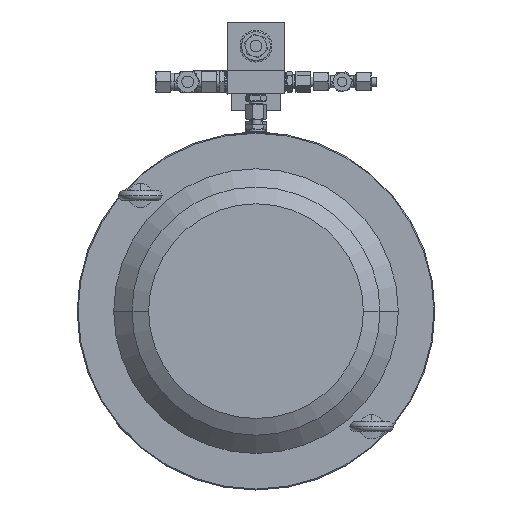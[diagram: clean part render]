
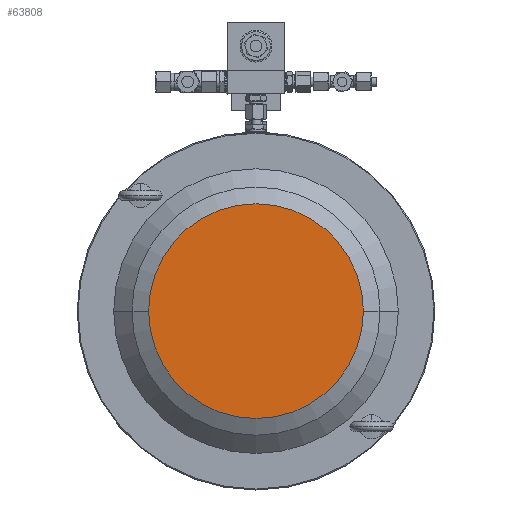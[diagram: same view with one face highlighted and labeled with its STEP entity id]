
A CAD part, front view. The second image highlights one B-rep face of the part: STEP entity #63808.
In plain terms, the highlighted planar face has unit normal (0, -1, 0).
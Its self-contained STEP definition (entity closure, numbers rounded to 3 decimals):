
#1724 = CARTESIAN_POINT ( 'NONE',  ( 0., -305., 0. ) ) ;
#6764 = DIRECTION ( 'NONE',  ( -1., 0., 0. ) ) ;
#11526 = CARTESIAN_POINT ( 'NONE',  ( 0., -305., 0. ) ) ;
#11762 = DIRECTION ( 'NONE',  ( 0., 1., 0. ) ) ;
#14709 = VERTEX_POINT ( 'NONE', #32296 ) ;
#15675 = CARTESIAN_POINT ( 'NONE',  ( 111.679, -305., 0. ) ) ;
#16564 = DIRECTION ( 'NONE',  ( -1., 0., 0. ) ) ;
#19593 = AXIS2_PLACEMENT_3D ( 'NONE', #11526, #46711, #16564 ) ;
#21868 = PLANE ( 'NONE',  #49784 ) ;
#23158 = ORIENTED_EDGE ( 'NONE', *, *, #25445, .T. ) ;
#25445 = EDGE_CURVE ( 'Defeature ausgef�hrt1_184+Defeature ausgef�hrt1_183+Defeature ausgef�hrt1_183+Defeature ausgef�hrt1_183', #14709, #36417, #51686, .T. ) ;
#31983 = DIRECTION ( 'NONE',  ( 1., 0., 0. ) ) ;
#32296 = CARTESIAN_POINT ( 'NONE',  ( -111.679, -305., 0. ) ) ;
#36417 = VERTEX_POINT ( 'NONE', #15675 ) ;
#36800 = FACE_OUTER_BOUND ( 'NONE', #39126, .T. ) ;
#36931 = DIRECTION ( 'NONE',  ( 0., -1., 0. ) ) ;
#39126 = EDGE_LOOP ( 'NONE', ( #49708, #23158 ) ) ;
#43139 = AXIS2_PLACEMENT_3D ( 'NONE', #1724, #36931, #6764 ) ;
#46711 = DIRECTION ( 'NONE',  ( 0., -1., 0. ) ) ;
#47315 = EDGE_CURVE ( 'Defeature ausgef�hrt1_184+Defeature ausgef�hrt1_183+Defeature ausgef�hrt1_183+Defeature ausgef�hrt1_183', #36417, #14709, #65167, .T. ) ;
#49708 = ORIENTED_EDGE ( 'NONE', *, *, #47315, .T. ) ;
#49784 = AXIS2_PLACEMENT_3D ( 'NONE', #51782, #11762, #31983 ) ;
#51686 = CIRCLE ( 'NONE', #43139, 111.679 ) ;
#51782 = CARTESIAN_POINT ( 'NONE',  ( 0., -305., -111.679 ) ) ;
#63808 = ADVANCED_FACE ( 'Defeature ausgef�hrt1_184', ( #36800 ), #21868, .F. ) ;
#65167 = CIRCLE ( 'NONE', #19593, 111.679 ) ;
